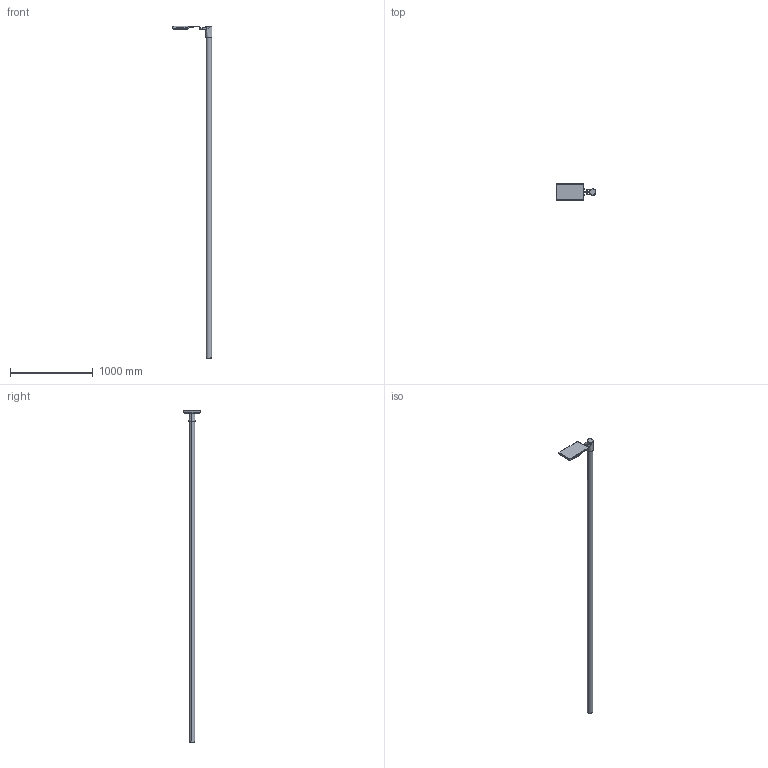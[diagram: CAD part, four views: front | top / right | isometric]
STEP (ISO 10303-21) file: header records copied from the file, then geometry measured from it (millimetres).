
FILE_DESCRIPTION(/* description */ (''),/* implementation_level */ '2;1');
FILE_NAME(/* name */ 'Cefiso Palo',/* time_stamp */ '2021-12-01T17:27:37+01:00',/* author */ (''),/* organization */ (''),/* preprocessor_version */ 'ST-DEVELOPER v15',/* originating_system */ '',/* authorisation */ '');
FILE_SCHEMA (('AUTOMOTIVE_DESIGN'));
Length unit declared in the file: millimetre
Products named in the file (1): Document
Bounding box: 480.93 x 194.98 x 4000 mm (x, y, z)
Volume: 17373273.4 mm3; surface area: 1289188.2 mm2
Topology: 7 solids, 7 shells, 71 faces, 159 edges, 106 vertices
Faces by surface type: plane 49, bspline 22
Entity records: 2380 total; most frequent: CARTESIAN_POINT 1305, ORIENTED_EDGE 306, EDGE_CURVE 153, VERTEX_POINT 100, B_SPLINE_CURVE_WITH_KNOTS 87, EDGE_LOOP 75, ADVANCED_FACE 71, FACE_OUTER_BOUND 71
